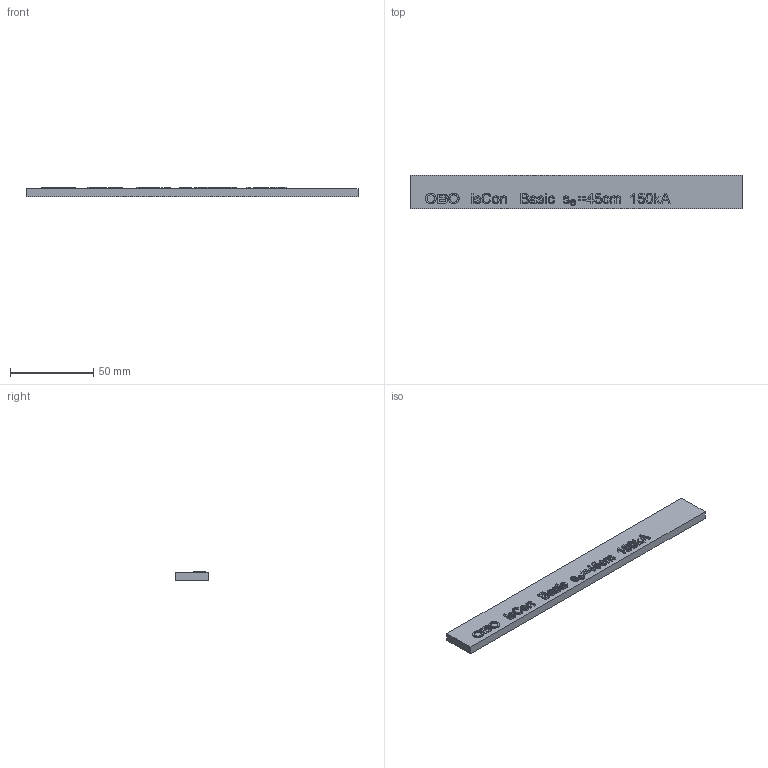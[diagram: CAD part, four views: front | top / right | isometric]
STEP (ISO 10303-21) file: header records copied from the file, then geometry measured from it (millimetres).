
FILE_DESCRIPTION (( 'STEP AP214' ), '1' );
FILE_NAME ('5408014.KSTP1.stp', '2018-04-21T08:32:48', ( '' ), ( '' ), 'SwSTEP 2.0', 'SolidWorks 2016', '' );
FILE_SCHEMA (( 'AUTOMOTIVE_DESIGN' ));
Length unit declared in the file: millimetre
Products named in the file (1): 5408014.KSTP1
Bounding box: 200 x 20 x 6 mm (x, y, z)
Volume: 20232.7 mm3; surface area: 10812.1 mm2
Topology: 1 solids, 1 shells, 359 faces, 951 edges, 634 vertices
Faces by surface type: plane 182, bspline 169, cylinder 8
Entity records: 19205 total; most frequent: CARTESIAN_POINT 11410, ORIENTED_EDGE 1902, DIRECTION 1011, EDGE_CURVE 951, VERTEX_POINT 634, LINE 597, VECTOR 597, EDGE_LOOP 399
